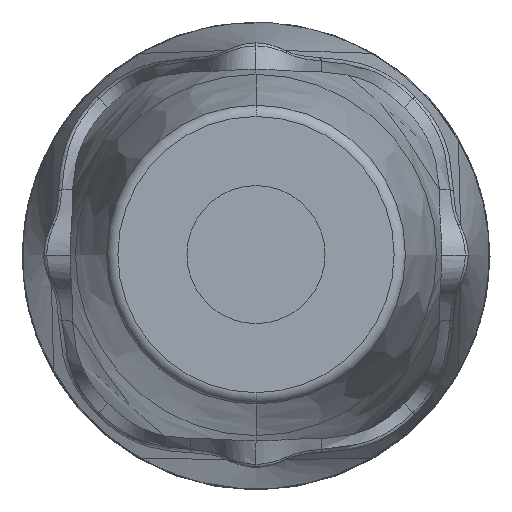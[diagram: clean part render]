
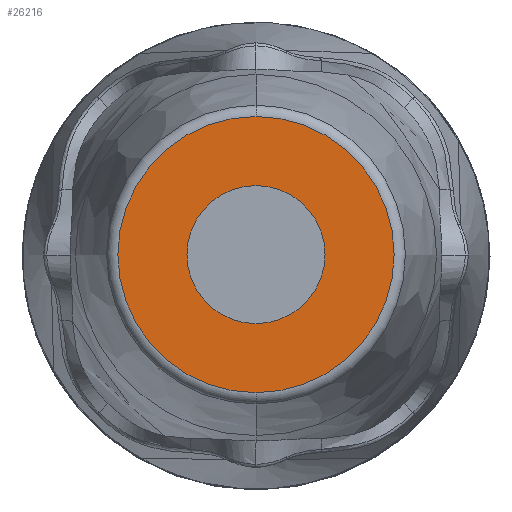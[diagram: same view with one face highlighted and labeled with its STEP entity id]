
A CAD part, top view. The second image highlights one B-rep face of the part: STEP entity #26216.
In plain terms, the highlighted planar face has unit normal (0, 0, 1).
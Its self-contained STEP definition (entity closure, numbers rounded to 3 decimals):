
#5029=CARTESIAN_POINT('',(0.,0.,55.14));
#5030=DIRECTION('',(0.,0.,1.));
#5031=DIRECTION('',(0.,1.,0.));
#5032=AXIS2_PLACEMENT_3D('',#5029,#5030,#5031);
#5034=CARTESIAN_POINT('',(0.,0.,55.14));
#5035=DIRECTION('',(0.,0.,-1.));
#5036=DIRECTION('',(0.,1.,0.));
#5037=AXIS2_PLACEMENT_3D('',#5034,#5035,#5036);
#5039=CARTESIAN_POINT('',(0.,0.,55.14));
#5040=DIRECTION('',(0.,0.,-1.));
#5041=DIRECTION('',(0.,1.,0.));
#5042=AXIS2_PLACEMENT_3D('',#5039,#5040,#5041);
#5052=CARTESIAN_POINT('',(0.,0.,55.14));
#5053=DIRECTION('',(0.,0.,1.));
#5054=DIRECTION('',(0.,1.,0.));
#5055=AXIS2_PLACEMENT_3D('',#5052,#5053,#5054);
#16974=CARTESIAN_POINT('',(0.,6.,55.14));
#16975=VERTEX_POINT('',#16974);
#16976=CARTESIAN_POINT('',(0.,3.,55.14));
#16978=VERTEX_POINT('',#16976);
#16984=CARTESIAN_POINT('',(0.,-6.,55.14));
#16985=VERTEX_POINT('',#16984);
#16986=CARTESIAN_POINT('',(0.,-3.,55.14));
#16988=VERTEX_POINT('',#16986);
#26201=CARTESIAN_POINT('',(0.,0.,55.14));
#26202=DIRECTION('',(0.,0.,-1.));
#26203=DIRECTION('',(0.,-1.,0.));
#26204=AXIS2_PLACEMENT_3D('',#26201,#26202,#26203);
#26205=PLANE('',#26204);
#26206=ORIENTED_EDGE('',*,*,#26194,.F.);
#26207=ORIENTED_EDGE('',*,*,#26183,.T.);
#26208=EDGE_LOOP('',(#26206,#26207));
#26209=FACE_OUTER_BOUND('',#26208,.F.);
#26211=ORIENTED_EDGE('',*,*,#26210,.F.);
#26213=ORIENTED_EDGE('',*,*,#26212,.T.);
#26214=EDGE_LOOP('',(#26211,#26213));
#26215=FACE_BOUND('',#26214,.F.);
#26216=ADVANCED_FACE('',(#26209,#26215),#26205,.F.);
#5033=CIRCLE('',#5032,6.);
#5038=CIRCLE('',#5037,6.);
#5043=CIRCLE('',#5042,3.);
#5056=CIRCLE('',#5055,3.);
#26183=EDGE_CURVE('',#16975,#16985,#5038,.T.);
#26194=EDGE_CURVE('',#16975,#16985,#5033,.T.);
#26210=EDGE_CURVE('',#16978,#16988,#5043,.T.);
#26212=EDGE_CURVE('',#16978,#16988,#5056,.T.);
